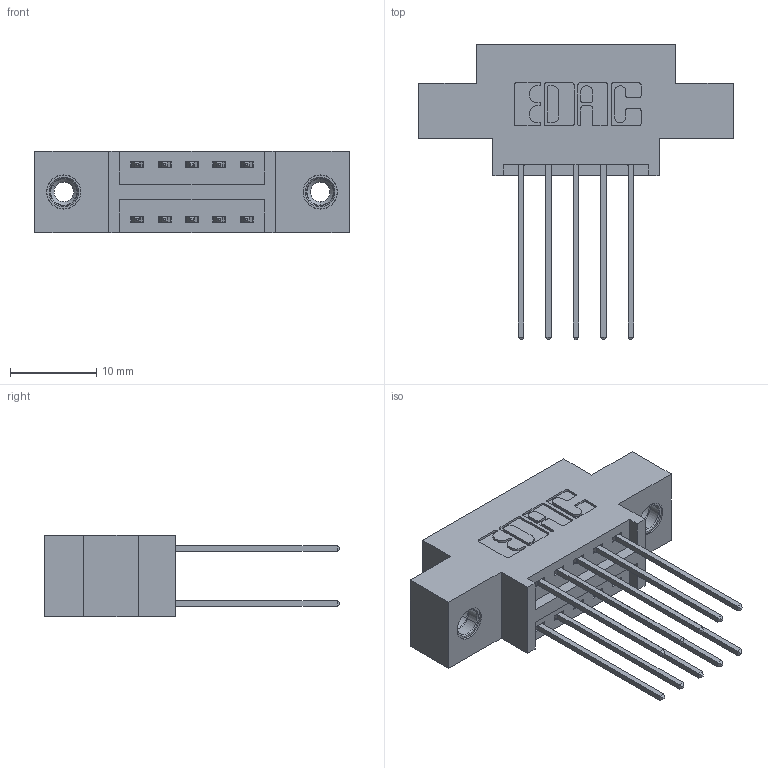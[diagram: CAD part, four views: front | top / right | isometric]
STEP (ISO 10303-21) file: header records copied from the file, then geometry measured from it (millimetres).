
FILE_DESCRIPTION (( 'STEP AP203' ), '1' );
FILE_NAME ('346-010-541-808.STEP', '2022-05-17T17:41:40', ( '' ), ( '' ), 'SwSTEP 2.0', 'SolidWorks 2020', '' );
FILE_SCHEMA (( 'CONFIG_CONTROL_DESIGN' ));
Length unit declared in the file: inch
Products named in the file (4): 345-250-001_345-250-003-102; 346 Part_0.170 Offset - 0.156 Dia-TI; 345-292-001_345-293-141; 346-010-541-808
Assembly tree (13 placements, depth 2):
  346-010-541-808
    346 Part_0.170 Offset - 0.156 Dia-TI
    345-292-001_345-293-141  x10
    345-250-001_345-250-003-102  x2
Bounding box: 36.45 x 34.29 x 9.4 mm (x, y, z)
Volume: 3163.1 mm3; surface area: 4241.1 mm2
Topology: 13 solids, 13 shells, 706 faces, 2027 edges, 1330 vertices
Faces by surface type: plane 462, cylinder 228, cone 12, torus 4
Entity records: 9580 total; most frequent: CARTESIAN_POINT 1615, ORIENTED_EDGE 1542, DIRECTION 1501, EDGE_CURVE 771, VECTOR 599, LINE 599, VERTEX_POINT 508, AXIS2_PLACEMENT_3D 451
